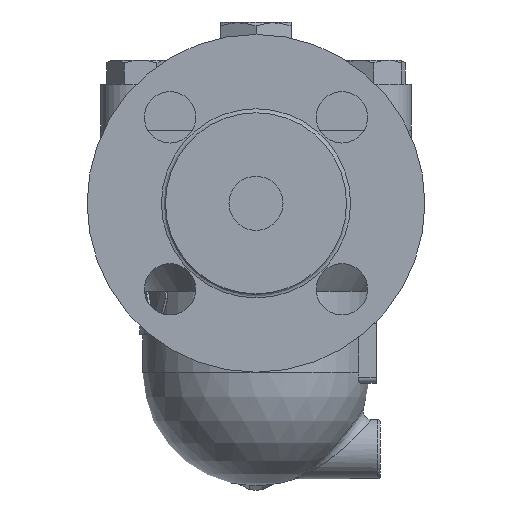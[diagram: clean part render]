
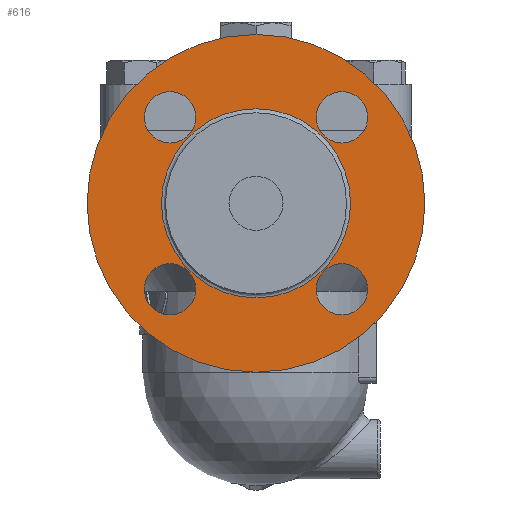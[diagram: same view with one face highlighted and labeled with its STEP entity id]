
A CAD part, left-side view. The second image highlights one B-rep face of the part: STEP entity #616.
In plain terms, the highlighted free-form (B-spline) face has degree [1, 1] with [2, 2] control points.
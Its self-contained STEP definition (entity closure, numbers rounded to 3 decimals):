
#530=CARTESIAN_POINT('',(-143.5,0.,-61.983));
#531=VERTEX_POINT('',#530);
#532=CARTESIAN_POINT('',(-143.5,0.0,-27.));
#533=DIRECTION('',(-1.0,0.0,0.0));
#534=DIRECTION('',(0.0,0.0,1.0));
#535=AXIS2_PLACEMENT_3D('',#532,#533,#534);
#536=CIRCLE('',#535,34.983);
#537=EDGE_CURVE('',#531,#531,#536,.T.);
#553=CARTESIAN_POINT('',(-143.5,62.5,35.5));
#554=CARTESIAN_POINT('',(-143.5,62.5,-89.5));
#555=CARTESIAN_POINT('',(-143.5,-62.5,35.5));
#556=CARTESIAN_POINT('',(-143.5,-62.5,-89.5));
#557=B_SPLINE_SURFACE_WITH_KNOTS('',1,1,((#553,#555),(#554,#556)),.UNSPECIFIED.,.F.,.F.,.U.,(2,2),(2,2),(0.0,125.),(0.0,125.),.UNSPECIFIED.);
#558=CARTESIAN_POINT('',(-143.5,0.0,35.5));
#559=VERTEX_POINT('',#558);
#560=CARTESIAN_POINT('',(-143.5,0.0,-27.));
#561=DIRECTION('',(-1.0,0.0,0.0));
#562=DIRECTION('',(0.0,0.0,1.0));
#563=AXIS2_PLACEMENT_3D('',#560,#561,#562);
#564=CIRCLE('',#563,62.5);
#565=EDGE_CURVE('',#559,#559,#564,.T.);
#566=ORIENTED_EDGE('',*,*,#565,.T.);
#567=EDGE_LOOP('',(#566));
#568=FACE_OUTER_BOUND('',#567,.T.);
#569=CARTESIAN_POINT('',(-143.5,31.82,-4.68));
#570=VERTEX_POINT('',#569);
#571=CARTESIAN_POINT('',(-143.5,31.82,4.82));
#572=DIRECTION('',(1.0,0.0,0.0));
#573=DIRECTION('',(0.0,0.0,-1.0));
#574=AXIS2_PLACEMENT_3D('',#571,#572,#573);
#575=CIRCLE('',#574,9.5);
#576=EDGE_CURVE('',#570,#570,#575,.T.);
#577=ORIENTED_EDGE('',*,*,#576,.T.);
#578=EDGE_LOOP('',(#577));
#579=FACE_BOUND('',#578,.T.);
#580=CARTESIAN_POINT('',(-143.5,22.32,-58.82));
#581=VERTEX_POINT('',#580);
#582=CARTESIAN_POINT('',(-143.5,31.82,-58.82));
#583=DIRECTION('',(1.0,0.0,0.0));
#584=DIRECTION('',(0.0,-1.0,0.0));
#585=AXIS2_PLACEMENT_3D('',#582,#583,#584);
#586=CIRCLE('',#585,9.5);
#587=EDGE_CURVE('',#581,#581,#586,.T.);
#588=ORIENTED_EDGE('',*,*,#587,.T.);
#589=EDGE_LOOP('',(#588));
#590=FACE_BOUND('',#589,.T.);
#591=CARTESIAN_POINT('',(-143.5,-31.82,-49.32));
#592=VERTEX_POINT('',#591);
#593=CARTESIAN_POINT('',(-143.5,-31.82,-58.82));
#594=DIRECTION('',(1.0,0.0,0.0));
#595=DIRECTION('',(0.0,0.0,1.0));
#596=AXIS2_PLACEMENT_3D('',#593,#594,#595);
#597=CIRCLE('',#596,9.5);
#598=EDGE_CURVE('',#592,#592,#597,.T.);
#599=ORIENTED_EDGE('',*,*,#598,.T.);
#600=EDGE_LOOP('',(#599));
#601=FACE_BOUND('',#600,.T.);
#602=CARTESIAN_POINT('',(-143.5,-22.32,4.82));
#603=VERTEX_POINT('',#602);
#604=CARTESIAN_POINT('',(-143.5,-31.82,4.82));
#605=DIRECTION('',(1.0,0.0,0.0));
#606=DIRECTION('',(0.0,1.0,0.0));
#607=AXIS2_PLACEMENT_3D('',#604,#605,#606);
#608=CIRCLE('',#607,9.5);
#609=EDGE_CURVE('',#603,#603,#608,.T.);
#610=ORIENTED_EDGE('',*,*,#609,.T.);
#611=EDGE_LOOP('',(#610));
#612=FACE_BOUND('',#611,.T.);
#613=ORIENTED_EDGE('',*,*,#537,.F.);
#614=EDGE_LOOP('',(#613));
#615=FACE_BOUND('',#614,.T.);
#616=ADVANCED_FACE('',(#568,#579,#590,#601,#612,#615),#557,.T.);
